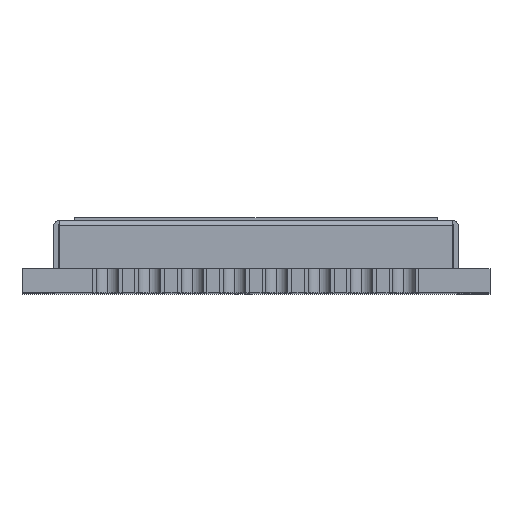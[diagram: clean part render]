
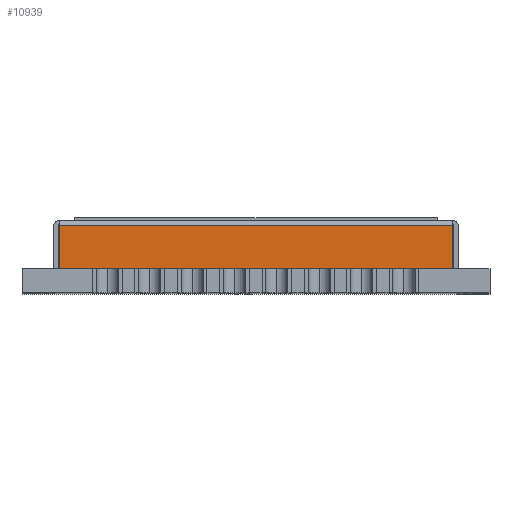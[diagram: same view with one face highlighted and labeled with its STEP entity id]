
A CAD part, top view. The second image highlights one B-rep face of the part: STEP entity #10939.
In plain terms, the highlighted planar face has unit normal (0, 0, 1).
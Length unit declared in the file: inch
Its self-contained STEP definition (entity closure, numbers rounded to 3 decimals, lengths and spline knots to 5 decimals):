
#42 = CARTESIAN_POINT ( 'NONE',  ( -0.37594, 0.045, 0.59807 ) ) ;
#647 = LINE ( 'NONE', #1243, #20106 ) ;
#849 = CARTESIAN_POINT ( 'NONE',  ( -0.36594, 0.125, 0.59807 ) ) ;
#905 = CARTESIAN_POINT ( 'NONE',  ( 0.36594, 0.03086, 0.59807 ) ) ;
#1243 = CARTESIAN_POINT ( 'NONE',  ( -0.36594, 0.03086, 0.59807 ) ) ;
#1931 = CARTESIAN_POINT ( 'NONE',  ( 0.36594, 0.125, 0.59807 ) ) ;
#1956 = LINE ( 'NONE', #905, #5460 ) ;
#3571 = LINE ( 'NONE', #42, #20977 ) ;
#4205 = EDGE_CURVE ( 'NONE', #22210, #17098, #22865, .T. ) ;
#4345 = EDGE_CURVE ( 'NONE', #17204, #22210, #1956, .T. ) ;
#5460 = VECTOR ( 'NONE', #9155, 39.37008 ) ;
#6824 = AXIS2_PLACEMENT_3D ( 'NONE', #15310, #21084, #15470 ) ;
#6946 = DIRECTION ( 'NONE',  ( 0., 1., 0. ) ) ;
#7209 = EDGE_CURVE ( 'NONE', #20128, #17098, #647, .T. ) ;
#7867 = EDGE_CURVE ( 'NONE', #20128, #17204, #3571, .T. ) ;
#8174 = CARTESIAN_POINT ( 'NONE',  ( -0.36594, 0.045, 0.59807 ) ) ;
#9155 = DIRECTION ( 'NONE',  ( 0., 1., 0. ) ) ;
#10153 = DIRECTION ( 'NONE',  ( -1., 0., 0. ) ) ;
#10909 = ORIENTED_EDGE ( 'NONE', *, *, #4205, .T. ) ;
#10939 = ADVANCED_FACE ( 'NONE', ( #15159 ), #17126, .F. ) ;
#12045 = EDGE_LOOP ( 'NONE', ( #13750, #17110, #10909, #17097 ) ) ;
#13750 = ORIENTED_EDGE ( 'NONE', *, *, #7867, .T. ) ;
#15159 = FACE_OUTER_BOUND ( 'NONE', #12045, .T. ) ;
#15310 = CARTESIAN_POINT ( 'NONE',  ( -0.37594, 1.46623, 0.59807 ) ) ;
#15470 = DIRECTION ( 'NONE',  ( -1., 0., 0. ) ) ;
#17097 = ORIENTED_EDGE ( 'NONE', *, *, #7209, .F. ) ;
#17098 = VERTEX_POINT ( 'NONE', #849 ) ;
#17110 = ORIENTED_EDGE ( 'NONE', *, *, #4345, .T. ) ;
#17126 = PLANE ( 'NONE',  #6824 ) ;
#17204 = VERTEX_POINT ( 'NONE', #22162 ) ;
#19285 = CARTESIAN_POINT ( 'NONE',  ( -0.37594, 0.125, 0.59807 ) ) ;
#20106 = VECTOR ( 'NONE', #6946, 39.37008 ) ;
#20128 = VERTEX_POINT ( 'NONE', #8174 ) ;
#20977 = VECTOR ( 'NONE', #21055, 39.37008 ) ;
#21055 = DIRECTION ( 'NONE',  ( 1., 0., 0. ) ) ;
#21084 = DIRECTION ( 'NONE',  ( 0., 0., -1. ) ) ;
#22162 = CARTESIAN_POINT ( 'NONE',  ( 0.36594, 0.045, 0.59807 ) ) ;
#22210 = VERTEX_POINT ( 'NONE', #1931 ) ;
#22268 = VECTOR ( 'NONE', #10153, 39.37008 ) ;
#22865 = LINE ( 'NONE', #19285, #22268 ) ;
